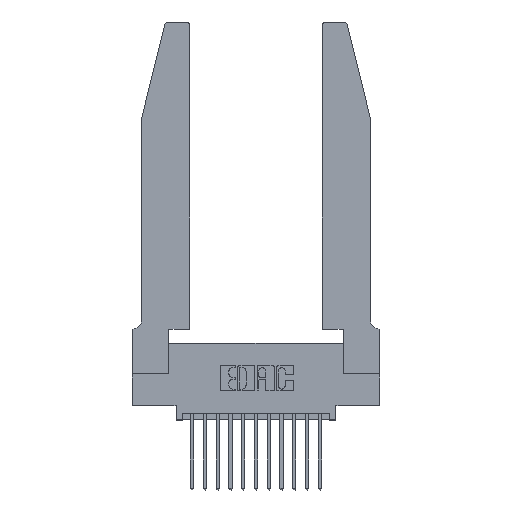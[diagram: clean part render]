
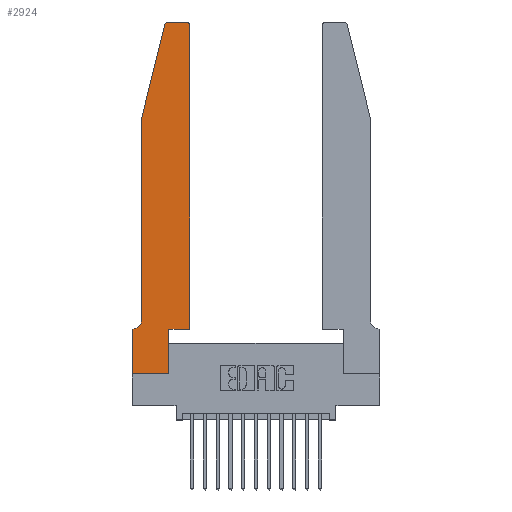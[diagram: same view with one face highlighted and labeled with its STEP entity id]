
A CAD part, top view. The second image highlights one B-rep face of the part: STEP entity #2924.
In plain terms, the highlighted planar face has unit normal (0, 0, 1).
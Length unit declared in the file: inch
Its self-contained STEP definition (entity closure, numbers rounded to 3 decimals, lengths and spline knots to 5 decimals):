
#18 = VECTOR ( 'NONE', #8987, 39.37008 ) ;
#531 = DIRECTION ( 'NONE',  ( 0., 0., -1. ) ) ;
#579 = CARTESIAN_POINT ( 'NONE',  ( 0., 0.35, 0.37 ) ) ;
#643 = DIRECTION ( 'NONE',  ( 1., 0., 0. ) ) ;
#676 = CARTESIAN_POINT ( 'NONE',  ( 0.4505, 2.72, 0.37 ) ) ;
#726 = VERTEX_POINT ( 'NONE', #676 ) ;
#1271 = DIRECTION ( 'NONE',  ( -0.239, -0.971, 0. ) ) ;
#1601 = CARTESIAN_POINT ( 'NONE',  ( 0.2865, 0., 0.37 ) ) ;
#1724 = DIRECTION ( 'NONE',  ( -1., 0., 0. ) ) ;
#2289 = EDGE_CURVE ( 'NONE', #4925, #17114, #7578, .T. ) ;
#2651 = DIRECTION ( 'NONE',  ( 0., -1., 0. ) ) ;
#2700 = VERTEX_POINT ( 'NONE', #1601 ) ;
#2825 = AXIS2_PLACEMENT_3D ( 'NONE', #579, #14285, #6172 ) ;
#2924 = ADVANCED_FACE ( 'NONE', ( #4995 ), #16937, .T. ) ;
#2935 = EDGE_CURVE ( 'NONE', #10918, #5334, #5415, .T. ) ;
#3116 = EDGE_CURVE ( 'NONE', #7210, #3667, #5622, .T. ) ;
#3535 = LINE ( 'NONE', #17623, #6341 ) ;
#3667 = VERTEX_POINT ( 'NONE', #10509 ) ;
#3736 = LINE ( 'NONE', #4897, #18 ) ;
#3743 = ORIENTED_EDGE ( 'NONE', *, *, #15027, .T. ) ;
#3829 = EDGE_LOOP ( 'NONE', ( #14811, #8469, #8892, #16058, #13340, #6550, #14190, #3743, #4187, #4642, #12259, #13136 ) ) ;
#4187 = ORIENTED_EDGE ( 'NONE', *, *, #9392, .T. ) ;
#4402 = EDGE_CURVE ( 'NONE', #13591, #17161, #12548, .T. ) ;
#4642 = ORIENTED_EDGE ( 'NONE', *, *, #2935, .T. ) ;
#4667 = CARTESIAN_POINT ( 'NONE',  ( 0.2865, 0.35, 0.37 ) ) ;
#4761 = CARTESIAN_POINT ( 'NONE',  ( 0.2605, 2.75, 0.37 ) ) ;
#4897 = CARTESIAN_POINT ( 'NONE',  ( 0.4505, 0.35, 0.37 ) ) ;
#4925 = VERTEX_POINT ( 'NONE', #10356 ) ;
#4995 = FACE_OUTER_BOUND ( 'NONE', #3829, .T. ) ;
#5334 = VERTEX_POINT ( 'NONE', #11695 ) ;
#5355 = VECTOR ( 'NONE', #10783, 39.37008 ) ;
#5415 = LINE ( 'NONE', #11557, #11777 ) ;
#5622 = LINE ( 'NONE', #10823, #16410 ) ;
#5955 = LINE ( 'NONE', #7288, #16309 ) ;
#6172 = DIRECTION ( 'NONE',  ( 1., 0., 0. ) ) ;
#6341 = VECTOR ( 'NONE', #1271, 39.37008 ) ;
#6471 = DIRECTION ( 'NONE',  ( 0., 0., 1. ) ) ;
#6550 = ORIENTED_EDGE ( 'NONE', *, *, #16685, .T. ) ;
#6640 = DIRECTION ( 'NONE',  ( 0., 0., 1. ) ) ;
#7210 = VERTEX_POINT ( 'NONE', #15521 ) ;
#7288 = CARTESIAN_POINT ( 'NONE',  ( 0.0755, 0.35, 0.37 ) ) ;
#7362 = VECTOR ( 'NONE', #15553, 39.37008 ) ;
#7577 = CARTESIAN_POINT ( 'NONE',  ( 0.0755, 2., 0.37 ) ) ;
#7578 = LINE ( 'NONE', #4761, #10718 ) ;
#8046 = CARTESIAN_POINT ( 'NONE',  ( 0.25487, 2.72718, 0.37 ) ) ;
#8102 = AXIS2_PLACEMENT_3D ( 'NONE', #14589, #6471, #15913 ) ;
#8444 = EDGE_CURVE ( 'NONE', #5334, #726, #3736, .T. ) ;
#8469 = ORIENTED_EDGE ( 'NONE', *, *, #15978, .T. ) ;
#8563 = VECTOR ( 'NONE', #17632, 39.37008 ) ;
#8793 = CARTESIAN_POINT ( 'NONE',  ( 0.0055, 0.42, 0.37 ) ) ;
#8892 = ORIENTED_EDGE ( 'NONE', *, *, #17586, .T. ) ;
#8987 = DIRECTION ( 'NONE',  ( 0., 1., 0. ) ) ;
#8990 = LINE ( 'NONE', #16244, #8563 ) ;
#9392 = EDGE_CURVE ( 'NONE', #2700, #10918, #9482, .T. ) ;
#9482 = LINE ( 'NONE', #4667, #7362 ) ;
#9586 = CIRCLE ( 'NONE', #13357, 0.07 ) ;
#10130 = DIRECTION ( 'NONE',  ( -1., 0., 0. ) ) ;
#10194 = CIRCLE ( 'NONE', #14829, 0.03 ) ;
#10356 = CARTESIAN_POINT ( 'NONE',  ( 0.4205, 2.75, 0.37 ) ) ;
#10509 = CARTESIAN_POINT ( 'NONE',  ( 0., 0., 0.37 ) ) ;
#10718 = VECTOR ( 'NONE', #16961, 39.37008 ) ;
#10783 = DIRECTION ( 'NONE',  ( 0., -1., 0. ) ) ;
#10823 = CARTESIAN_POINT ( 'NONE',  ( 0., 0., 0.37 ) ) ;
#10918 = VERTEX_POINT ( 'NONE', #12612 ) ;
#11225 = EDGE_CURVE ( 'NONE', #726, #4925, #11743, .T. ) ;
#11557 = CARTESIAN_POINT ( 'NONE',  ( 0.4505, 0.35, 0.37 ) ) ;
#11695 = CARTESIAN_POINT ( 'NONE',  ( 0.4505, 0.35, 0.37 ) ) ;
#11743 = CIRCLE ( 'NONE', #8102, 0.03 ) ;
#11777 = VECTOR ( 'NONE', #643, 39.37008 ) ;
#12259 = ORIENTED_EDGE ( 'NONE', *, *, #8444, .T. ) ;
#12345 = CARTESIAN_POINT ( 'NONE',  ( 0.284, 2.75, 0.37 ) ) ;
#12548 = LINE ( 'NONE', #17497, #5355 ) ;
#12612 = CARTESIAN_POINT ( 'NONE',  ( 0.2865, 0.35, 0.37 ) ) ;
#12817 = CARTESIAN_POINT ( 'NONE',  ( 0.0055, 0.35, 0.37 ) ) ;
#13136 = ORIENTED_EDGE ( 'NONE', *, *, #11225, .T. ) ;
#13340 = ORIENTED_EDGE ( 'NONE', *, *, #15754, .T. ) ;
#13357 = AXIS2_PLACEMENT_3D ( 'NONE', #8793, #531, #10130 ) ;
#13591 = VERTEX_POINT ( 'NONE', #7577 ) ;
#14190 = ORIENTED_EDGE ( 'NONE', *, *, #3116, .T. ) ;
#14285 = DIRECTION ( 'NONE',  ( 0., 0., 1. ) ) ;
#14589 = CARTESIAN_POINT ( 'NONE',  ( 0.4205, 2.72, 0.37 ) ) ;
#14760 = CARTESIAN_POINT ( 'NONE',  ( 0.284, 2.72, 0.37 ) ) ;
#14811 = ORIENTED_EDGE ( 'NONE', *, *, #2289, .T. ) ;
#14829 = AXIS2_PLACEMENT_3D ( 'NONE', #14760, #6640, #16092 ) ;
#15027 = EDGE_CURVE ( 'NONE', #3667, #2700, #8990, .T. ) ;
#15242 = CARTESIAN_POINT ( 'NONE',  ( 0.0755, 0.42, 0.37 ) ) ;
#15262 = VERTEX_POINT ( 'NONE', #12817 ) ;
#15521 = CARTESIAN_POINT ( 'NONE',  ( 0., 0.35, 0.37 ) ) ;
#15553 = DIRECTION ( 'NONE',  ( 0., 1., 0. ) ) ;
#15754 = EDGE_CURVE ( 'NONE', #17161, #15262, #9586, .T. ) ;
#15913 = DIRECTION ( 'NONE',  ( 1., 0., 0. ) ) ;
#15978 = EDGE_CURVE ( 'NONE', #17114, #17543, #10194, .T. ) ;
#16058 = ORIENTED_EDGE ( 'NONE', *, *, #4402, .T. ) ;
#16092 = DIRECTION ( 'NONE',  ( 1., 0., 0. ) ) ;
#16244 = CARTESIAN_POINT ( 'NONE',  ( 0., 0., 0.37 ) ) ;
#16309 = VECTOR ( 'NONE', #1724, 39.37008 ) ;
#16410 = VECTOR ( 'NONE', #2651, 39.37008 ) ;
#16685 = EDGE_CURVE ( 'NONE', #15262, #7210, #5955, .T. ) ;
#16937 = PLANE ( 'NONE',  #2825 ) ;
#16961 = DIRECTION ( 'NONE',  ( -1., 0., 0. ) ) ;
#17114 = VERTEX_POINT ( 'NONE', #12345 ) ;
#17161 = VERTEX_POINT ( 'NONE', #15242 ) ;
#17497 = CARTESIAN_POINT ( 'NONE',  ( 0.0755, 2., 0.37 ) ) ;
#17543 = VERTEX_POINT ( 'NONE', #8046 ) ;
#17586 = EDGE_CURVE ( 'NONE', #17543, #13591, #3535, .T. ) ;
#17623 = CARTESIAN_POINT ( 'NONE',  ( 0.0755, 2., 0.37 ) ) ;
#17632 = DIRECTION ( 'NONE',  ( 1., 0., 0. ) ) ;
